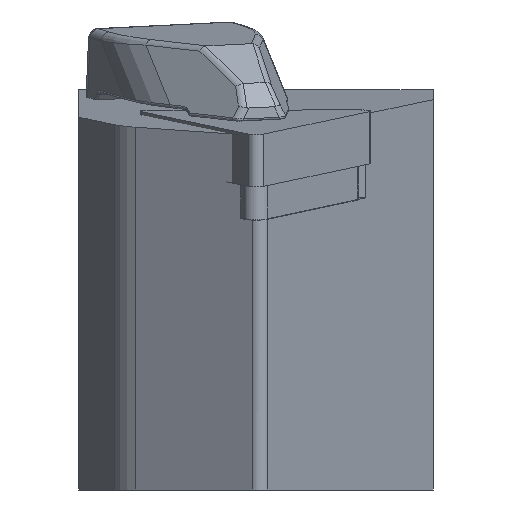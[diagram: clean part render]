
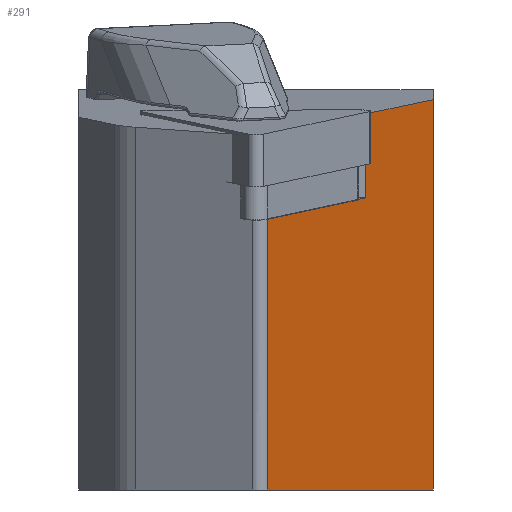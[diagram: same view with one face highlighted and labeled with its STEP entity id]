
A CAD part, left-side view. The second image highlights one B-rep face of the part: STEP entity #291.
In plain terms, the highlighted planar face has unit normal (-0.493, -0.868, -0.061).
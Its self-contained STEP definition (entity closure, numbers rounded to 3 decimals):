
#291=ADVANCED_FACE('',(#433),#391,.T.);
#391=PLANE('',#1816);
#433=FACE_OUTER_BOUND('',#529,.T.);
#529=EDGE_LOOP('',(#704,#705,#706,#707,#708,#709,#710));
#704=ORIENTED_EDGE('',*,*,#1329,.T.);
#705=ORIENTED_EDGE('',*,*,#1276,.T.);
#706=ORIENTED_EDGE('',*,*,#1330,.T.);
#707=ORIENTED_EDGE('',*,*,#1282,.T.);
#708=ORIENTED_EDGE('',*,*,#1299,.T.);
#709=ORIENTED_EDGE('',*,*,#1293,.F.);
#710=ORIENTED_EDGE('',*,*,#1316,.F.);
#1121=VERTEX_POINT('',#2502);
#1123=VERTEX_POINT('',#2505);
#1128=VERTEX_POINT('',#2518);
#1129=VERTEX_POINT('',#2519);
#1138=VERTEX_POINT('',#2540);
#1139=VERTEX_POINT('',#2542);
#1156=VERTEX_POINT('',#2583);
#1276=EDGE_CURVE('',#1123,#1121,#1521,.T.);
#1282=EDGE_CURVE('',#1128,#1129,#1527,.T.);
#1293=EDGE_CURVE('',#1138,#1139,#1536,.T.);
#1299=EDGE_CURVE('',#1129,#1139,#1542,.T.);
#1316=EDGE_CURVE('',#1156,#1138,#1553,.T.);
#1329=EDGE_CURVE('',#1156,#1123,#1560,.T.);
#1330=EDGE_CURVE('',#1121,#1128,#1561,.T.);
#1521=LINE('',#2504,#1659);
#1527=LINE('',#2517,#1665);
#1536=LINE('',#2541,#1674);
#1542=LINE('',#2553,#1680);
#1553=LINE('',#2584,#1691);
#1560=LINE('',#2627,#1698);
#1561=LINE('',#2628,#1699);
#1659=VECTOR('',#1989,1.);
#1665=VECTOR('',#1999,1.);
#1674=VECTOR('',#2016,1.);
#1680=VECTOR('',#2024,1.);
#1691=VECTOR('',#2049,1.);
#1698=VECTOR('',#2072,1.);
#1699=VECTOR('',#2073,1.);
#1816=AXIS2_PLACEMENT_3D('',#2629,#2074,#2075);
#1989=DIRECTION('',(-0.861,0.497,-0.106));
#1999=DIRECTION('',(0.122,0.,-0.993));
#2016=DIRECTION('',(0.122,0.,-0.993));
#2024=DIRECTION('',(0.869,-0.494,0.));
#2049=DIRECTION('',(0.861,-0.497,0.106));
#2072=DIRECTION('',(0.122,0.,-0.993));
#2073=DIRECTION('',(-0.861,0.497,-0.106));
#2074=DIRECTION('',(-0.494,-0.868,-0.061));
#2075=DIRECTION('',(0.869,-0.494,0.));
#2502=CARTESIAN_POINT('',(-111.896,-24.704,6.752));
#2504=CARTESIAN_POINT('',(-90.849,-36.857,9.337));
#2505=CARTESIAN_POINT('',(-110.777,-25.35,6.89));
#2517=CARTESIAN_POINT('',(-157.367,-16.427,258.584));
#2518=CARTESIAN_POINT('',(-126.23,-16.427,4.992));
#2519=CARTESIAN_POINT('',(-123.223,-16.427,-19.5));
#2540=CARTESIAN_POINT('',(-101.194,-31.421,15.764));
#2541=CARTESIAN_POINT('',(-97.359,-31.421,-15.463));
#2542=CARTESIAN_POINT('',(-96.864,-31.421,-19.5));
#2553=CARTESIAN_POINT('',(-128.955,-13.167,-19.5));
#2583=CARTESIAN_POINT('',(-111.708,-25.35,14.473));
#2584=CARTESIAN_POINT('',(-129.88,-14.857,12.242));
#2627=CARTESIAN_POINT('',(-112.591,-25.35,21.667));
#2628=CARTESIAN_POINT('',(-90.849,-36.857,9.337));
#2629=CARTESIAN_POINT('',(-121.986,-36.857,262.929));
